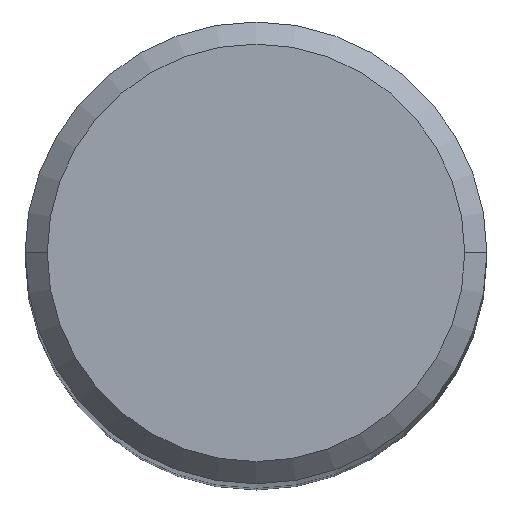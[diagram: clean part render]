
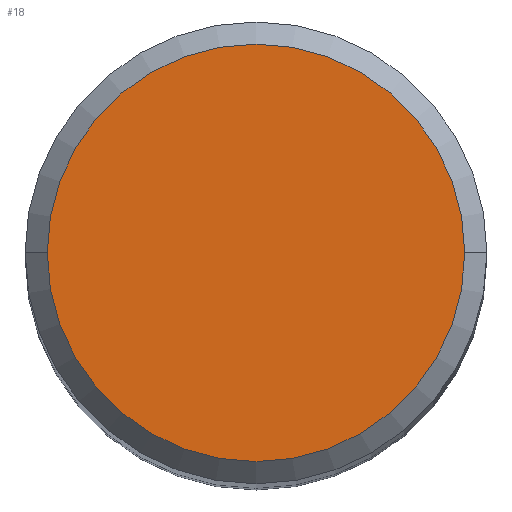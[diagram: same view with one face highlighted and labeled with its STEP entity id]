
A CAD part, top view. The second image highlights one B-rep face of the part: STEP entity #18.
In plain terms, the highlighted planar face has unit normal (0, 0, 1).
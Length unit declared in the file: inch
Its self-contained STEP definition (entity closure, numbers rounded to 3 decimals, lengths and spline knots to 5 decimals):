
#2 = FACE_OUTER_BOUND ( 'NONE', #199, .T. ) ;
#6 = PLANE ( 'NONE',  #78 ) ;
#7 = CARTESIAN_POINT ( 'NONE',  ( 0.14125, 0., 2.5 ) ) ;
#18 = ADVANCED_FACE ( 'NONE', ( #2 ), #6, .T. ) ;
#28 = EDGE_CURVE ( 'NONE', #246, #116, #144, .T. ) ;
#44 = DIRECTION ( 'NONE',  ( 1., 0., 0. ) ) ;
#59 = CIRCLE ( 'NONE', #205, 0.14125 ) ;
#78 = AXIS2_PLACEMENT_3D ( 'NONE', #146, #169, #133 ) ;
#89 = CARTESIAN_POINT ( 'NONE',  ( 0., 0., 2.5 ) ) ;
#107 = DIRECTION ( 'NONE',  ( 0., 0., 1. ) ) ;
#116 = VERTEX_POINT ( 'NONE', #231 ) ;
#125 = ORIENTED_EDGE ( 'NONE', *, *, #126, .T. ) ;
#126 = EDGE_CURVE ( 'NONE', #116, #246, #59, .T. ) ;
#133 = DIRECTION ( 'NONE',  ( 1., 0., 0. ) ) ;
#142 = ORIENTED_EDGE ( 'NONE', *, *, #28, .T. ) ;
#144 = CIRCLE ( 'NONE', #252, 0.14125 ) ;
#146 = CARTESIAN_POINT ( 'NONE',  ( 0., 0., 2.5 ) ) ;
#169 = DIRECTION ( 'NONE',  ( 0., 0., 1. ) ) ;
#171 = DIRECTION ( 'NONE',  ( 1., 0., 0. ) ) ;
#184 = CARTESIAN_POINT ( 'NONE',  ( 0., 0., 2.5 ) ) ;
#199 = EDGE_LOOP ( 'NONE', ( #125, #142 ) ) ;
#205 = AXIS2_PLACEMENT_3D ( 'NONE', #89, #280, #44 ) ;
#231 = CARTESIAN_POINT ( 'NONE',  ( -0.14125, 0., 2.5 ) ) ;
#246 = VERTEX_POINT ( 'NONE', #7 ) ;
#252 = AXIS2_PLACEMENT_3D ( 'NONE', #184, #107, #171 ) ;
#280 = DIRECTION ( 'NONE',  ( 0., 0., 1. ) ) ;
